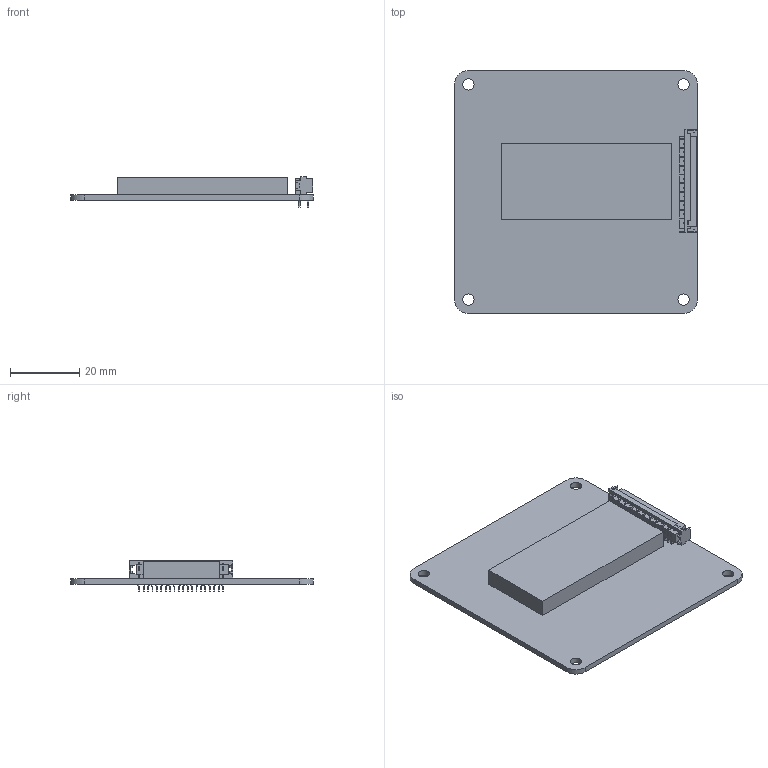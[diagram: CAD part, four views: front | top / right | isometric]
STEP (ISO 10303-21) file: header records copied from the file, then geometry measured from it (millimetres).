
FILE_DESCRIPTION(('FreeCAD Model'),'2;1');
FILE_NAME('Data_Logger.step','2018-02-24T10:21:17',('kicad StepUp'),( 'ksu MCAD'),'Open CASCADE STEP processor 6.8','FreeCAD','Unknown');
FILE_SCHEMA(('AUTOMOTIVE_DESIGN_CC2 { 1 2 10303 214 -1 1 5 4 }'));
Products named in the file (1): Data_Logger
Bounding box: 70 x 70 x 8.76 mm (x, y, z)
Volume: 13688.2 mm3; surface area: 12006.5 mm2
Topology: 1 solids, 1 shells, 1767 faces, 5327 edges, 3561 vertices
Faces by surface type: plane 1355, cylinder 412
Full cylindrical faces by diameter (mm): 0.8 x20, 3.264 x4
Entity records: 73390 total; most frequent: CARTESIAN_POINT 12066, ORIENTED_EDGE 10654, DIRECTION 9677, EDGE_CURVE 5327, LINE 4373, VECTOR 4373, VERTEX_POINT 3561, AXIS2_PLACEMENT_3D 2652
